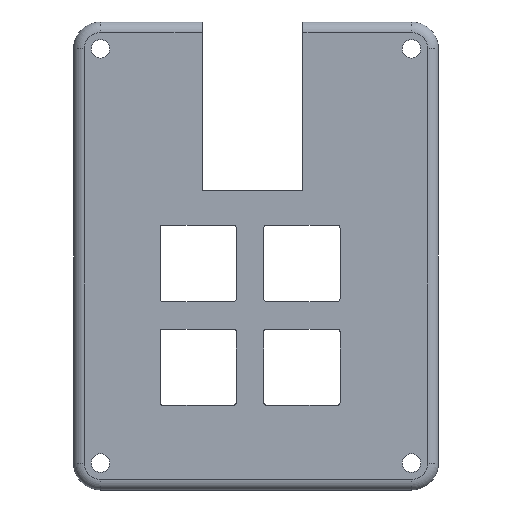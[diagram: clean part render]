
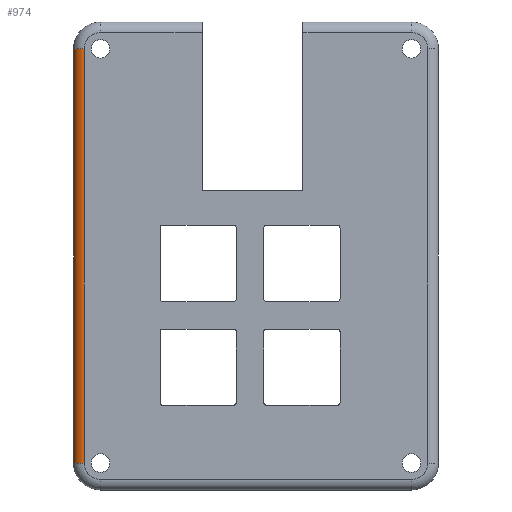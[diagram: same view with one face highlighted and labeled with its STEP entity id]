
A CAD part, top view. The second image highlights one B-rep face of the part: STEP entity #974.
In plain terms, the highlighted cylindrical face has radius 2 mm (diameter 4 mm), a partial arc.
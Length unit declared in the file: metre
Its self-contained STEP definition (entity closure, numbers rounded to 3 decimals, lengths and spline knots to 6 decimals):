
#50=CIRCLE('',#1071,0.002);
#53=CIRCLE('',#1075,0.002);
#91=CYLINDRICAL_SURFACE('',#1074,0.002);
#235=ORIENTED_EDGE('',*,*,#482,.T.);
#236=ORIENTED_EDGE('',*,*,#483,.T.);
#237=ORIENTED_EDGE('',*,*,#479,.F.);
#238=ORIENTED_EDGE('',*,*,#484,.F.);
#479=EDGE_CURVE('',#587,#588,#50,.T.);
#482=EDGE_CURVE('',#589,#590,#53,.T.);
#483=EDGE_CURVE('',#590,#588,#681,.T.);
#484=EDGE_CURVE('',#589,#587,#682,.T.);
#587=VERTEX_POINT('',#1615);
#588=VERTEX_POINT('',#1616);
#589=VERTEX_POINT('',#1621);
#590=VERTEX_POINT('',#1622);
#681=LINE('',#1623,#763);
#682=LINE('',#1624,#764);
#763=VECTOR('',#1325,1.);
#764=VECTOR('',#1326,1.);
#813=EDGE_LOOP('',(#235,#236,#237,#238));
#883=FACE_BOUND('',#813,.T.);
#974=ADVANCED_FACE('Face appearance 1',(#883),#91,.T.);
#1071=AXIS2_PLACEMENT_3D('',#1614,#1315,#1316);
#1074=AXIS2_PLACEMENT_3D('',#1619,#1321,#1322);
#1075=AXIS2_PLACEMENT_3D('',#1620,#1323,#1324);
#1315=DIRECTION('',(0.,1.,0.));
#1316=DIRECTION('',(0.,0.,1.));
#1321=DIRECTION('',(0.,1.,0.));
#1322=DIRECTION('',(0.,0.,1.));
#1323=DIRECTION('',(0.,1.,0.));
#1324=DIRECTION('',(0.,0.,1.));
#1325=DIRECTION('',(0.,1.,0.));
#1326=DIRECTION('',(0.,1.,0.));
#1614=CARTESIAN_POINT('',(-0.030453,0.048915,-0.0005));
#1615=CARTESIAN_POINT('',(-0.032389,0.048915,0.));
#1616=CARTESIAN_POINT('',(-0.030453,0.048915,0.0015));
#1619=CARTESIAN_POINT('',(-0.030453,0.010895,-0.0005));
#1620=CARTESIAN_POINT('',(-0.030453,-0.027125,-0.0005));
#1621=CARTESIAN_POINT('',(-0.032389,-0.027125,0.));
#1622=CARTESIAN_POINT('',(-0.030453,-0.027125,0.0015));
#1623=CARTESIAN_POINT('',(-0.030453,0.010895,0.0015));
#1624=CARTESIAN_POINT('',(-0.032389,-0.027125,0.));
